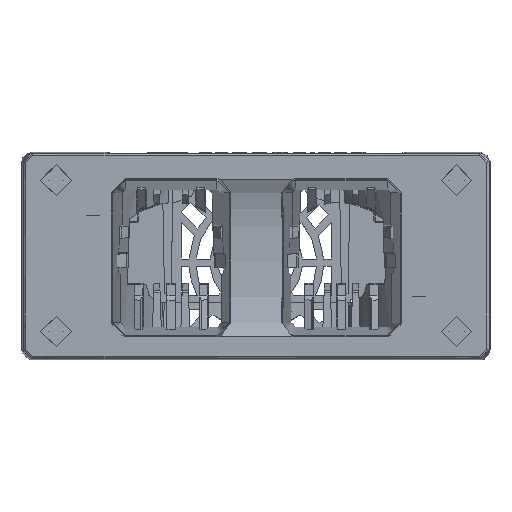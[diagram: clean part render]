
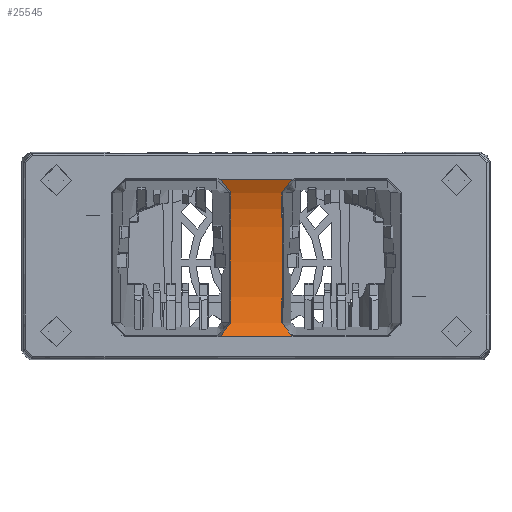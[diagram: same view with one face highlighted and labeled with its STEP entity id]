
A CAD part, front view. The second image highlights one B-rep face of the part: STEP entity #25545.
In plain terms, the highlighted free-form (B-spline) face has degree [5, 1] with [9, 2] control points.
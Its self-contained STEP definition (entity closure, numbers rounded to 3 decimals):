
#25361=CARTESIAN_POINT('',(-5.377,-6.163,13.3));
#25362=VERTEX_POINT('',#25361);
#25368=CARTESIAN_POINT('',(-7.532,-7.5,16.193));
#25369=VERTEX_POINT('',#25368);
#25370=CARTESIAN_POINT('',(-7.532,-7.5,16.193));
#25371=CARTESIAN_POINT('',(-6.74,-7.375,15.976));
#25372=CARTESIAN_POINT('',(-6.055,-7.093,15.481));
#25373=CARTESIAN_POINT('',(-5.606,-6.759,14.832));
#25374=CARTESIAN_POINT('',(-5.362,-6.44,14.073));
#25375=CARTESIAN_POINT('',(-5.377,-6.163,13.3));
#25376=B_SPLINE_CURVE_WITH_KNOTS('',5,(#25370,#25371,#25372,#25373,#25374,#25375),.UNSPECIFIED.,.F.,.F.,(6,6),(0.0,5.067),.UNSPECIFIED.);
#25377=EDGE_CURVE('',#25369,#25362,#25376,.T.);
#25396=CARTESIAN_POINT('',(-5.377,-6.163,-14.1));
#25397=VERTEX_POINT('',#25396);
#25403=CARTESIAN_POINT('',(-5.377,-6.163,-14.1));
#25404=CARTESIAN_POINT('',(-5.394,-5.83,-13.165));
#25405=CARTESIAN_POINT('',(-5.409,-5.559,-12.209));
#25406=CARTESIAN_POINT('',(-5.42,-5.347,-11.238));
#25407=CARTESIAN_POINT('',(-5.442,-4.92,-8.668));
#25408=CARTESIAN_POINT('',(-5.45,-4.762,-6.064));
#25409=CARTESIAN_POINT('',(-5.452,-4.726,-4.458));
#25410=CARTESIAN_POINT('',(-5.454,-4.691,-1.221));
#25411=CARTESIAN_POINT('',(-5.454,-4.701,1.992));
#25412=CARTESIAN_POINT('',(-5.453,-4.709,3.637));
#25413=CARTESIAN_POINT('',(-5.448,-4.8,6.591));
#25414=CARTESIAN_POINT('',(-5.429,-5.164,9.536));
#25415=CARTESIAN_POINT('',(-5.417,-5.396,10.819));
#25416=CARTESIAN_POINT('',(-5.4,-5.726,12.078));
#25417=CARTESIAN_POINT('',(-5.377,-6.163,13.3));
#25418=B_SPLINE_CURVE_WITH_KNOTS('',5,(#25403,#25404,#25405,#25406,#25407,#25408,#25409,#25410,#25411,#25412,#25413,#25414,#25415,#25416,#25417),.UNSPECIFIED.,.F.,.F.,(6,3,3,3,6),(0.0,6.953,18.234,29.897,38.989),.UNSPECIFIED.);
#25419=EDGE_CURVE('',#25397,#25362,#25418,.T.);
#25446=CARTESIAN_POINT('',(-7.532,-7.5,-16.993));
#25447=VERTEX_POINT('',#25446);
#25455=CARTESIAN_POINT('',(-7.532,-7.5,-16.993));
#25456=CARTESIAN_POINT('',(-6.74,-7.375,-16.776));
#25457=CARTESIAN_POINT('',(-6.055,-7.093,-16.281));
#25458=CARTESIAN_POINT('',(-5.606,-6.758,-15.631));
#25459=CARTESIAN_POINT('',(-5.362,-6.44,-14.873));
#25460=CARTESIAN_POINT('',(-5.377,-6.163,-14.1));
#25461=B_SPLINE_CURVE_WITH_KNOTS('',5,(#25455,#25456,#25457,#25458,#25459,#25460),.UNSPECIFIED.,.F.,.F.,(6,6),(0.0,5.065),.UNSPECIFIED.);
#25462=EDGE_CURVE('',#25447,#25397,#25461,.T.);
#25467=CARTESIAN_POINT('',(-9.038,-7.5,16.193));
#25468=CARTESIAN_POINT('',(9.038,-7.5,16.193));
#25469=CARTESIAN_POINT('',(-9.038,-5.792,13.234));
#25470=CARTESIAN_POINT('',(9.038,-5.792,13.234));
#25471=CARTESIAN_POINT('',(-9.038,-4.873,9.998));
#25472=CARTESIAN_POINT('',(9.038,-4.873,9.998));
#25473=CARTESIAN_POINT('',(-9.038,-4.742,6.485));
#25474=CARTESIAN_POINT('',(9.038,-4.742,6.485));
#25475=CARTESIAN_POINT('',(-9.038,-4.656,-0.159));
#25476=CARTESIAN_POINT('',(9.038,-4.656,-0.159));
#25477=CARTESIAN_POINT('',(-9.038,-4.747,-6.789));
#25478=CARTESIAN_POINT('',(9.038,-4.747,-6.789));
#25479=CARTESIAN_POINT('',(-9.038,-4.788,-10.483));
#25480=CARTESIAN_POINT('',(9.038,-4.788,-10.483));
#25481=CARTESIAN_POINT('',(-9.038,-5.705,-13.885));
#25482=CARTESIAN_POINT('',(9.038,-5.705,-13.885));
#25483=CARTESIAN_POINT('',(-9.038,-7.5,-16.993));
#25484=CARTESIAN_POINT('',(9.038,-7.5,-16.993));
#25485=B_SPLINE_SURFACE_WITH_KNOTS('',5,1,((#25467,#25468),(#25469,#25470),(#25471,#25472),(#25473,#25474),(#25475,#25476),(#25477,#25478),(#25479,#25480),(#25481,#25482),(#25483,#25484)),.UNSPECIFIED.,.F.,.F.,.U.,(6,3,6),(2,2),(0.0,16.433,33.655),(3.462,21.538),.UNSPECIFIED.);
#25486=CARTESIAN_POINT('',(7.532,-7.5,16.193));
#25487=VERTEX_POINT('',#25486);
#25488=CARTESIAN_POINT('',(-7.532,-7.5,16.193));
#25489=CARTESIAN_POINT('',(7.532,-7.5,16.193));
#25490=B_SPLINE_CURVE_WITH_KNOTS('',1,(#25488,#25489),.UNSPECIFIED.,.F.,.F.,(2,2),(0.0,15.064),.UNSPECIFIED.);
#25491=EDGE_CURVE('',#25369,#25487,#25490,.T.);
#25492=ORIENTED_EDGE('',*,*,#25491,.F.);
#25493=ORIENTED_EDGE('',*,*,#25377,.T.);
#25494=ORIENTED_EDGE('',*,*,#25419,.F.);
#25495=ORIENTED_EDGE('',*,*,#25462,.F.);
#25496=CARTESIAN_POINT('',(7.532,-7.5,-16.993));
#25497=VERTEX_POINT('',#25496);
#25498=CARTESIAN_POINT('',(-7.532,-7.5,-16.993));
#25499=CARTESIAN_POINT('',(7.532,-7.5,-16.993));
#25500=B_SPLINE_CURVE_WITH_KNOTS('',1,(#25498,#25499),.UNSPECIFIED.,.F.,.F.,(2,2),(0.0,15.064),.UNSPECIFIED.);
#25501=EDGE_CURVE('',#25447,#25497,#25500,.T.);
#25502=ORIENTED_EDGE('',*,*,#25501,.T.);
#25503=CARTESIAN_POINT('',(5.377,-6.163,-14.1));
#25504=VERTEX_POINT('',#25503);
#25505=CARTESIAN_POINT('',(7.532,-7.5,-16.993));
#25506=CARTESIAN_POINT('',(6.74,-7.375,-16.776));
#25507=CARTESIAN_POINT('',(6.055,-7.093,-16.281));
#25508=CARTESIAN_POINT('',(5.606,-6.758,-15.631));
#25509=CARTESIAN_POINT('',(5.362,-6.44,-14.873));
#25510=CARTESIAN_POINT('',(5.377,-6.163,-14.1));
#25511=B_SPLINE_CURVE_WITH_KNOTS('',5,(#25505,#25506,#25507,#25508,#25509,#25510),.UNSPECIFIED.,.F.,.F.,(6,6),(0.0,5.065),.UNSPECIFIED.);
#25512=EDGE_CURVE('',#25497,#25504,#25511,.T.);
#25513=ORIENTED_EDGE('',*,*,#25512,.T.);
#25514=CARTESIAN_POINT('',(5.377,-6.163,13.3));
#25515=VERTEX_POINT('',#25514);
#25516=CARTESIAN_POINT('',(5.377,-6.163,-14.1));
#25517=CARTESIAN_POINT('',(5.394,-5.83,-13.165));
#25518=CARTESIAN_POINT('',(5.409,-5.559,-12.209));
#25519=CARTESIAN_POINT('',(5.42,-5.347,-11.238));
#25520=CARTESIAN_POINT('',(5.442,-4.92,-8.668));
#25521=CARTESIAN_POINT('',(5.45,-4.762,-6.064));
#25522=CARTESIAN_POINT('',(5.452,-4.726,-4.458));
#25523=CARTESIAN_POINT('',(5.454,-4.691,-1.221));
#25524=CARTESIAN_POINT('',(5.454,-4.701,1.992));
#25525=CARTESIAN_POINT('',(5.453,-4.709,3.637));
#25526=CARTESIAN_POINT('',(5.448,-4.8,6.591));
#25527=CARTESIAN_POINT('',(5.429,-5.164,9.536));
#25528=CARTESIAN_POINT('',(5.417,-5.396,10.819));
#25529=CARTESIAN_POINT('',(5.4,-5.726,12.078));
#25530=CARTESIAN_POINT('',(5.377,-6.163,13.3));
#25531=B_SPLINE_CURVE_WITH_KNOTS('',5,(#25516,#25517,#25518,#25519,#25520,#25521,#25522,#25523,#25524,#25525,#25526,#25527,#25528,#25529,#25530),.UNSPECIFIED.,.F.,.F.,(6,3,3,3,6),(0.0,6.953,18.234,29.897,38.989),.UNSPECIFIED.);
#25532=EDGE_CURVE('',#25504,#25515,#25531,.T.);
#25533=ORIENTED_EDGE('',*,*,#25532,.T.);
#25534=CARTESIAN_POINT('',(7.532,-7.5,16.193));
#25535=CARTESIAN_POINT('',(6.74,-7.375,15.976));
#25536=CARTESIAN_POINT('',(6.055,-7.093,15.481));
#25537=CARTESIAN_POINT('',(5.606,-6.759,14.832));
#25538=CARTESIAN_POINT('',(5.362,-6.44,14.073));
#25539=CARTESIAN_POINT('',(5.377,-6.163,13.3));
#25540=B_SPLINE_CURVE_WITH_KNOTS('',5,(#25534,#25535,#25536,#25537,#25538,#25539),.UNSPECIFIED.,.F.,.F.,(6,6),(0.0,5.067),.UNSPECIFIED.);
#25541=EDGE_CURVE('',#25487,#25515,#25540,.T.);
#25542=ORIENTED_EDGE('',*,*,#25541,.F.);
#25543=EDGE_LOOP('',(#25492,#25493,#25494,#25495,#25502,#25513,#25533,#25542));
#25544=FACE_BOUND('',#25543,.T.);
#25545=ADVANCED_FACE('',(#25544),#25485,.T.);
